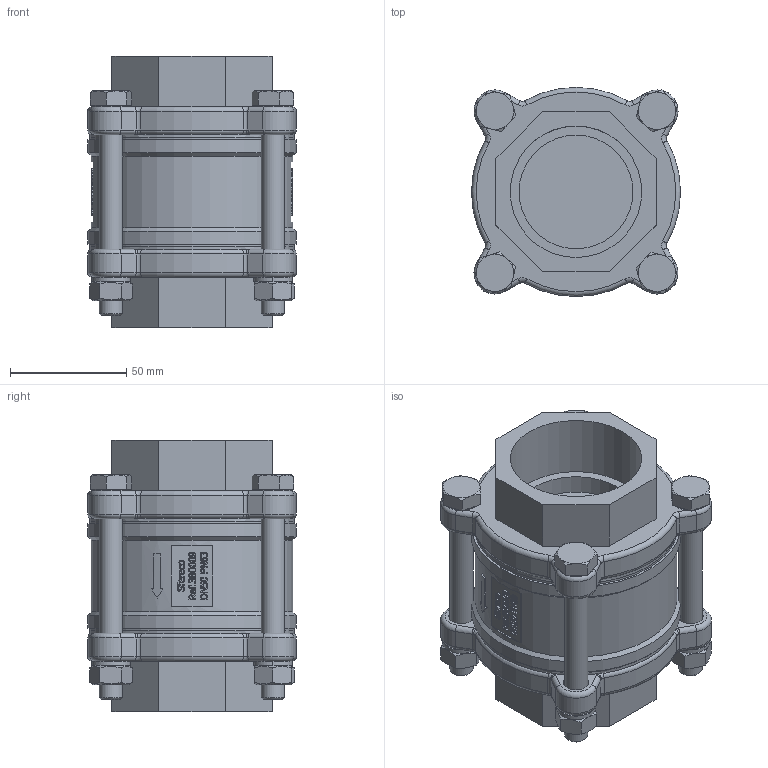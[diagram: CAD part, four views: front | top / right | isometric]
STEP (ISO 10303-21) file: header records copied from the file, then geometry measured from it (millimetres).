
FILE_DESCRIPTION(/* description */ ('380009'),/* implementation_level */ '2;1');
FILE_NAME(/* name */ '380009.stp',/* time_stamp */ '2018-07-27T09:24:33+02:00',/* author */ ('jmorand'),/* organization */ ('Sferaco'),/* preprocessor_version */ 'ST-DEVELOPER v17',/* originating_system */ 'Autodesk Inventor 2019',/* authorisation */ '');
FILE_SCHEMA (('AUTOMOTIVE_DESIGN { 1 0 10303 214 3 1 1 }'));
Length unit declared in the file: millimetre
Products named in the file (1): 380009_bd
Bounding box: 90 x 90 x 117 mm (x, y, z)
Volume: 509682.7 mm3; surface area: 100144.7 mm2
Topology: 15 solids, 15 shells, 1321 faces, 3440 edges, 2242 vertices
Faces by surface type: bspline 538, plane 536, cylinder 121, torus 80, cone 46
Full cylindrical faces by diameter (mm): 8.376 x4, 10 x4, 16 x4, 49 x2, 56.656 x2, 87 x1, 88 x4, 90 x2
Entity records: 46198 total; most frequent: CARTESIAN_POINT 15975, ORIENTED_EDGE 6880, DIRECTION 4334, EDGE_CURVE 3440, VERTEX_POINT 2242, LINE 1738, VECTOR 1738, EDGE_LOOP 1442
